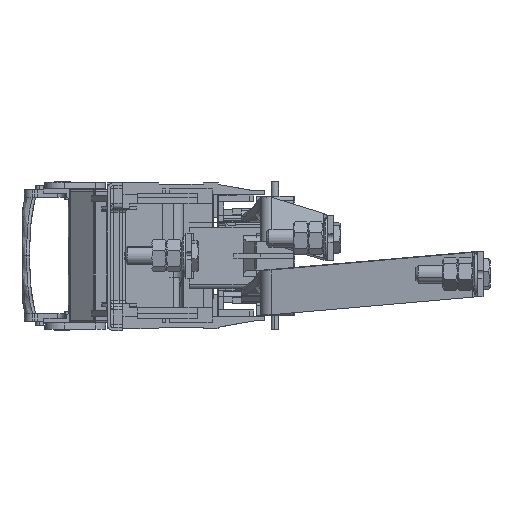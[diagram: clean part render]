
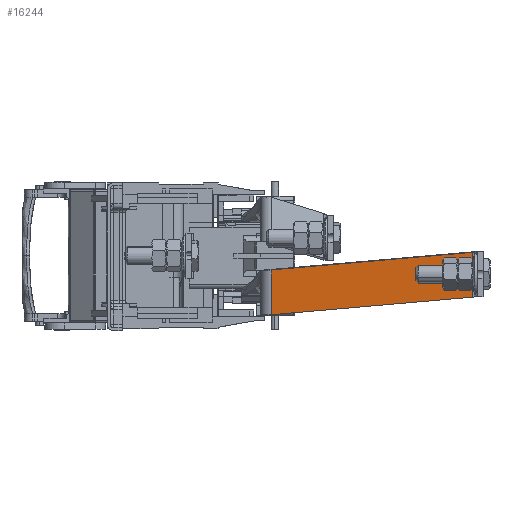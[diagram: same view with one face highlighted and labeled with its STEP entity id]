
A CAD part, left-side view. The second image highlights one B-rep face of the part: STEP entity #16244.
In plain terms, the highlighted planar face has unit normal (-0.996, 0, -0.087).
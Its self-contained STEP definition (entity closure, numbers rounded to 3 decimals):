
#227 = CARTESIAN_POINT ( 'NONE',  ( -12.381, 15., 0.704 ) ) ;
#3780 = VERTEX_POINT ( 'NONE', #27682 ) ;
#8715 = CARTESIAN_POINT ( 'NONE',  ( -13.123, -120., 9.187 ) ) ;
#8889 = EDGE_CURVE ( 'NONE', #41833, #3780, #40433, .T. ) ;
#9553 = EDGE_CURVE ( 'NONE', #99628, #41833, #57179, .T. ) ;
#11504 = DIRECTION ( 'NONE',  ( 0.008, 0.996, -0.087 ) ) ;
#15013 = DIRECTION ( 'NONE',  ( 0.087, 0., -0.996 ) ) ;
#16244 = ADVANCED_FACE ( 'NONE', ( #76010 ), #48613, .F. ) ;
#18450 = VECTOR ( 'NONE', #48456, 1000. ) ;
#27341 = LINE ( 'NONE', #58523, #87012 ) ;
#27682 = CARTESIAN_POINT ( 'NONE',  ( -13.41, -120., 12.47 ) ) ;
#36451 = CARTESIAN_POINT ( 'NONE',  ( -16.035, -120., 42.47 ) ) ;
#37982 = CARTESIAN_POINT ( 'NONE',  ( -14.301, -236.804, 22.65 ) ) ;
#39437 = EDGE_CURVE ( 'NONE', #3780, #47504, #95588, .T. ) ;
#40433 = LINE ( 'NONE', #8715, #79354 ) ;
#41833 = VERTEX_POINT ( 'NONE', #36451 ) ;
#43826 = CARTESIAN_POINT ( 'NONE',  ( -13.123, 66.823, 9.187 ) ) ;
#46638 = EDGE_CURVE ( 'NONE', #99628, #47504, #27341, .T. ) ;
#47504 = VERTEX_POINT ( 'NONE', #227 ) ;
#48456 = DIRECTION ( 'NONE',  ( -0.008, -0.996, 0.087 ) ) ;
#48613 = PLANE ( 'NONE',  #95351 ) ;
#50703 = DIRECTION ( 'NONE',  ( 0.087, 0., -0.996 ) ) ;
#51583 = CARTESIAN_POINT ( 'NONE',  ( -15.006, 15., 30.704 ) ) ;
#57179 = LINE ( 'NONE', #94934, #18450 ) ;
#58452 = DIRECTION ( 'NONE',  ( 0.996, 0., 0.087 ) ) ;
#58523 = CARTESIAN_POINT ( 'NONE',  ( -13.123, 15., 9.187 ) ) ;
#72593 = ORIENTED_EDGE ( 'NONE', *, *, #9553, .F. ) ;
#73534 = ORIENTED_EDGE ( 'NONE', *, *, #8889, .F. ) ;
#74712 = VECTOR ( 'NONE', #100330, 1000. ) ;
#76010 = FACE_OUTER_BOUND ( 'NONE', #99012, .T. ) ;
#79354 = VECTOR ( 'NONE', #15013, 1000. ) ;
#81951 = ORIENTED_EDGE ( 'NONE', *, *, #46638, .T. ) ;
#87012 = VECTOR ( 'NONE', #50703, 1000. ) ;
#94934 = CARTESIAN_POINT ( 'NONE',  ( -16.906, -234.189, 52.422 ) ) ;
#95351 = AXIS2_PLACEMENT_3D ( 'NONE', #43826, #58452, #11504 ) ;
#95588 = LINE ( 'NONE', #37982, #74712 ) ;
#98931 = ORIENTED_EDGE ( 'NONE', *, *, #39437, .F. ) ;
#99012 = EDGE_LOOP ( 'NONE', ( #73534, #72593, #81951, #98931 ) ) ;
#99628 = VERTEX_POINT ( 'NONE', #51583 ) ;
#100330 = DIRECTION ( 'NONE',  ( 0.008, 0.996, -0.087 ) ) ;
